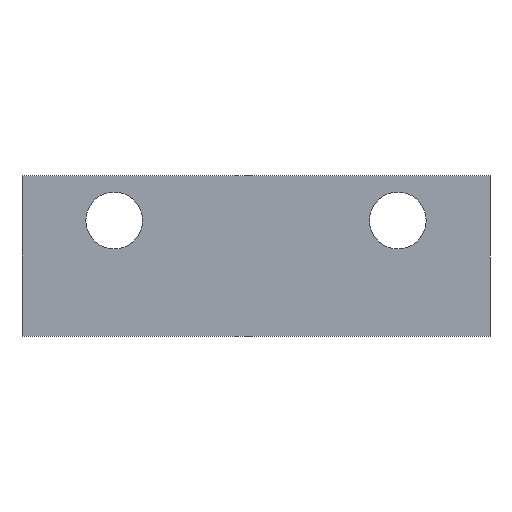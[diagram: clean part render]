
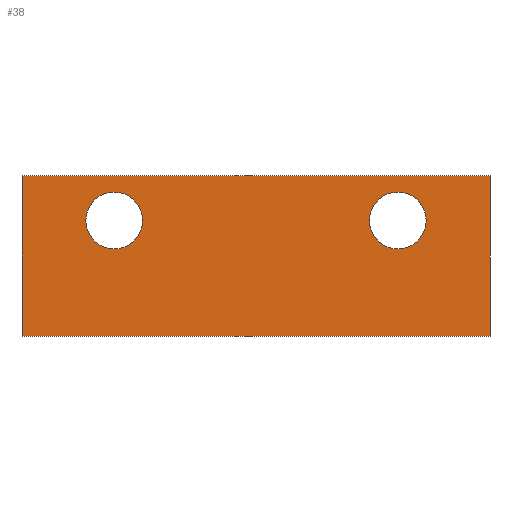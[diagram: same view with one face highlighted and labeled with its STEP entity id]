
A CAD part, front view. The second image highlights one B-rep face of the part: STEP entity #38.
In plain terms, the highlighted planar face has unit normal (0, -1, 0).
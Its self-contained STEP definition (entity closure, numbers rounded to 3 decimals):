
#38 = ADVANCED_FACE( '', ( #75, #76, #77 ), #78, .T. );
#75 = FACE_BOUND( '', #112, .T. );
#76 = FACE_BOUND( '', #113, .T. );
#77 = FACE_OUTER_BOUND( '', #114, .T. );
#78 = PLANE( '', #115 );
#112 = EDGE_LOOP( '', ( #155 ) );
#113 = EDGE_LOOP( '', ( #156 ) );
#114 = EDGE_LOOP( '', ( #157, #158, #159, #160 ) );
#115 = AXIS2_PLACEMENT_3D( '', #161, #162, #163 );
#155 = ORIENTED_EDGE( '', *, *, #209, .F. );
#156 = ORIENTED_EDGE( '', *, *, #203, .F. );
#157 = ORIENTED_EDGE( '', *, *, #207, .T. );
#158 = ORIENTED_EDGE( '', *, *, #210, .T. );
#159 = ORIENTED_EDGE( '', *, *, #211, .T. );
#160 = ORIENTED_EDGE( '', *, *, #199, .T. );
#161 = CARTESIAN_POINT( '', ( -24.75, -2.5, 0. ) );
#162 = DIRECTION( '', ( 0., -1., 0. ) );
#163 = DIRECTION( '', ( 0., 0., -1. ) );
#199 = EDGE_CURVE( '', #226, #224, #227, .T. );
#203 = EDGE_CURVE( '', #232, #232, #233, .T. );
#207 = EDGE_CURVE( '', #224, #237, #239, .T. );
#209 = EDGE_CURVE( '', #241, #241, #242, .T. );
#210 = EDGE_CURVE( '', #237, #243, #244, .T. );
#211 = EDGE_CURVE( '', #243, #226, #245, .T. );
#224 = VERTEX_POINT( '', #261 );
#226 = VERTEX_POINT( '', #264 );
#227 = LINE( '', #265, #266 );
#232 = VERTEX_POINT( '', #272 );
#233 = CIRCLE( '', #273, 3. );
#237 = VERTEX_POINT( '', #278 );
#239 = LINE( '', #281, #282 );
#241 = VERTEX_POINT( '', #284 );
#242 = CIRCLE( '', #285, 3. );
#243 = VERTEX_POINT( '', #286 );
#244 = LINE( '', #287, #288 );
#245 = LINE( '', #289, #290 );
#261 = CARTESIAN_POINT( '', ( -24.75, -2.5, 17. ) );
#264 = CARTESIAN_POINT( '', ( 24.75, -2.5, 17. ) );
#265 = CARTESIAN_POINT( '', ( 24.75, -2.5, 17. ) );
#266 = VECTOR( '', #306, 1000. );
#272 = CARTESIAN_POINT( '', ( 18., -2.5, 12.25 ) );
#273 = AXIS2_PLACEMENT_3D( '', #311, #312, #313 );
#278 = CARTESIAN_POINT( '', ( -24.75, -2.5, 0. ) );
#281 = CARTESIAN_POINT( '', ( -24.75, -2.5, 17. ) );
#282 = VECTOR( '', #316, 1000. );
#284 = CARTESIAN_POINT( '', ( -12., -2.5, 12.25 ) );
#285 = AXIS2_PLACEMENT_3D( '', #317, #318, #319 );
#286 = CARTESIAN_POINT( '', ( 24.75, -2.5, 0. ) );
#287 = CARTESIAN_POINT( '', ( -24.75, -2.5, 0. ) );
#288 = VECTOR( '', #320, 1000. );
#289 = CARTESIAN_POINT( '', ( 24.75, -2.5, 0. ) );
#290 = VECTOR( '', #321, 1000. );
#306 = DIRECTION( '', ( -1., 0., 0. ) );
#311 = CARTESIAN_POINT( '', ( 15., -2.5, 12.25 ) );
#312 = DIRECTION( '', ( 0., -1., 0. ) );
#313 = DIRECTION( '', ( 1., 0., 0. ) );
#316 = DIRECTION( '', ( 0., 0., -1. ) );
#317 = CARTESIAN_POINT( '', ( -15., -2.5, 12.25 ) );
#318 = DIRECTION( '', ( 0., -1., 0. ) );
#319 = DIRECTION( '', ( 1., 0., 0. ) );
#320 = DIRECTION( '', ( 1., 0., 0. ) );
#321 = DIRECTION( '', ( 0., 0., 1. ) );
